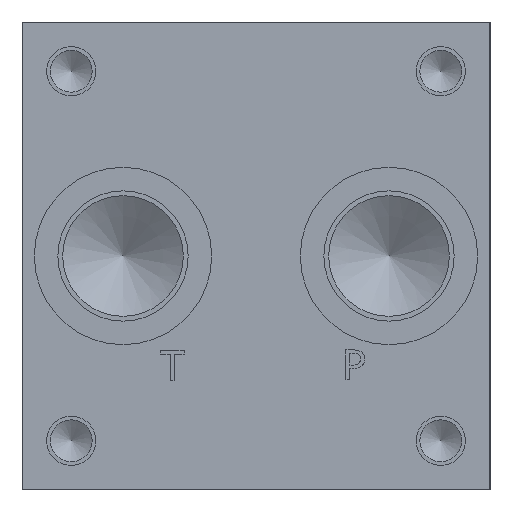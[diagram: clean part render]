
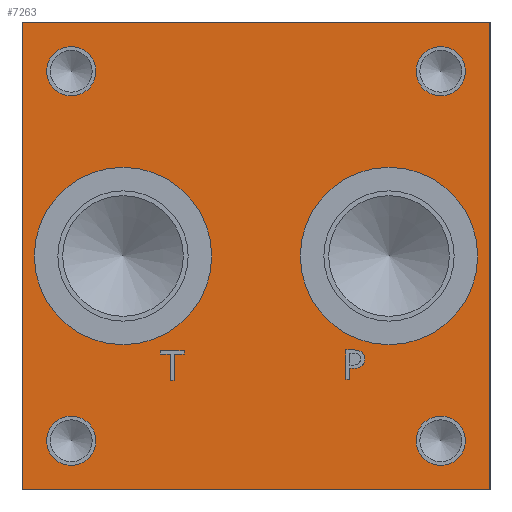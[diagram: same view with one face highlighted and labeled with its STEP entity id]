
A CAD part, left-side view. The second image highlights one B-rep face of the part: STEP entity #7263.
In plain terms, the highlighted planar face has unit normal (-1, 0, 0).
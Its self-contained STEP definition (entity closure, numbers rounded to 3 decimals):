
#285=LINE('',#10521,#911);
#480=LINE('',#11419,#1106);
#483=LINE('',#11425,#1109);
#486=LINE('',#11431,#1112);
#489=LINE('',#11437,#1115);
#492=LINE('',#11443,#1118);
#496=LINE('',#11486,#1122);
#500=LINE('',#11494,#1126);
#503=LINE('',#11500,#1129);
#506=LINE('',#11506,#1132);
#509=LINE('',#11512,#1135);
#512=LINE('',#11518,#1138);
#515=LINE('',#11524,#1141);
#518=LINE('',#11529,#1144);
#520=LINE('',#11535,#1146);
#521=LINE('',#11536,#1147);
#522=LINE('',#11537,#1148);
#911=VECTOR('',#8358,95.);
#1106=VECTOR('',#8707,1.507);
#1109=VECTOR('',#8712,6.);
#1112=VECTOR('',#8717,0.797);
#1115=VECTOR('',#8722,2.237);
#1118=VECTOR('',#8727,0.676);
#1122=VECTOR('',#8735,0.797);
#1126=VECTOR('',#8741,5.29);
#1129=VECTOR('',#8746,2.013);
#1132=VECTOR('',#8751,0.71);
#1135=VECTOR('',#8756,4.823);
#1138=VECTOR('',#8761,0.71);
#1141=VECTOR('',#8766,2.013);
#1144=VECTOR('',#8771,5.29);
#1146=VECTOR('',#8777,95.);
#1147=VECTOR('',#8778,95.);
#1148=VECTOR('',#8779,95.);
#1499=B_SPLINE_CURVE_WITH_KNOTS('',2,(#11386,#11387,#11388,#11389),
 .UNSPECIFIED.,.F.,.F.,(3,1,3),(0.,1.,2.),.UNSPECIFIED.);
#1501=B_SPLINE_CURVE_WITH_KNOTS('',2,(#11407,#11408,#11409,#11410),
 .UNSPECIFIED.,.F.,.F.,(3,1,3),(0.,1.,2.),.UNSPECIFIED.);
#1503=B_SPLINE_CURVE_WITH_KNOTS('',2,(#11456,#11457,#11458,#11459),
 .UNSPECIFIED.,.F.,.F.,(3,1,3),(0.,1.,2.),.UNSPECIFIED.);
#1505=B_SPLINE_CURVE_WITH_KNOTS('',2,(#11474,#11475,#11476,#11477),
 .UNSPECIFIED.,.F.,.F.,(3,1,3),(0.,1.,2.),.UNSPECIFIED.);
#1735=FACE_BOUND('',#2831,.T.);
#1736=FACE_BOUND('',#2832,.T.);
#1737=FACE_BOUND('',#2833,.T.);
#1738=FACE_BOUND('',#2834,.T.);
#1739=FACE_BOUND('',#2835,.T.);
#1740=FACE_BOUND('',#2836,.T.);
#1741=FACE_BOUND('',#2837,.T.);
#1742=FACE_BOUND('',#2838,.T.);
#1995=PLANE('',#7702);
#2328=FACE_OUTER_BOUND('',#2830,.T.);
#2830=EDGE_LOOP('',(#6076,#6077,#6078,#6079));
#2831=EDGE_LOOP('',(#6080));
#2832=EDGE_LOOP('',(#6081));
#2833=EDGE_LOOP('',(#6082));
#2834=EDGE_LOOP('',(#6083));
#2835=EDGE_LOOP('',(#6084));
#2836=EDGE_LOOP('',(#6085));
#2837=EDGE_LOOP('',(#6086,#6087,#6088,#6089,#6090,#6091,#6092,#6093));
#2838=EDGE_LOOP('',(#6094,#6095,#6096,#6097,#6098,#6099,#6100,#6101,#6102));
#3225=CIRCLE('',#7703,18.);
#3226=CIRCLE('',#7704,18.);
#3227=CIRCLE('',#7705,5.);
#3228=CIRCLE('',#7706,5.);
#3229=CIRCLE('',#7707,5.);
#3230=CIRCLE('',#7708,5.);
#3498=VERTEX_POINT('',#10519);
#3499=VERTEX_POINT('',#10520);
#3671=VERTEX_POINT('',#11384);
#3672=VERTEX_POINT('',#11385);
#3675=VERTEX_POINT('',#11406);
#3677=VERTEX_POINT('',#11418);
#3679=VERTEX_POINT('',#11424);
#3681=VERTEX_POINT('',#11430);
#3683=VERTEX_POINT('',#11436);
#3685=VERTEX_POINT('',#11442);
#3687=VERTEX_POINT('',#11455);
#3689=VERTEX_POINT('',#11484);
#3690=VERTEX_POINT('',#11485);
#3693=VERTEX_POINT('',#11493);
#3695=VERTEX_POINT('',#11499);
#3697=VERTEX_POINT('',#11505);
#3699=VERTEX_POINT('',#11511);
#3701=VERTEX_POINT('',#11517);
#3703=VERTEX_POINT('',#11523);
#3705=VERTEX_POINT('',#11533);
#3706=VERTEX_POINT('',#11534);
#3707=VERTEX_POINT('',#11538);
#3708=VERTEX_POINT('',#11540);
#3709=VERTEX_POINT('',#11542);
#3710=VERTEX_POINT('',#11544);
#3711=VERTEX_POINT('',#11546);
#3712=VERTEX_POINT('',#11548);
#4282=EDGE_CURVE('',#3498,#3499,#285,.T.);
#4535=EDGE_CURVE('',#3671,#3672,#1499,.T.);
#4539=EDGE_CURVE('',#3675,#3671,#1501,.T.);
#4542=EDGE_CURVE('',#3677,#3675,#480,.T.);
#4545=EDGE_CURVE('',#3679,#3677,#483,.T.);
#4548=EDGE_CURVE('',#3681,#3679,#486,.T.);
#4551=EDGE_CURVE('',#3683,#3681,#489,.T.);
#4554=EDGE_CURVE('',#3685,#3683,#492,.T.);
#4557=EDGE_CURVE('',#3687,#3685,#1503,.T.);
#4560=EDGE_CURVE('',#3672,#3687,#1505,.T.);
#4562=EDGE_CURVE('',#3689,#3690,#496,.T.);
#4566=EDGE_CURVE('',#3693,#3689,#500,.T.);
#4569=EDGE_CURVE('',#3695,#3693,#503,.T.);
#4572=EDGE_CURVE('',#3697,#3695,#506,.T.);
#4575=EDGE_CURVE('',#3699,#3697,#509,.T.);
#4578=EDGE_CURVE('',#3701,#3699,#512,.T.);
#4581=EDGE_CURVE('',#3703,#3701,#515,.T.);
#4584=EDGE_CURVE('',#3690,#3703,#518,.T.);
#4586=EDGE_CURVE('',#3705,#3706,#520,.T.);
#4587=EDGE_CURVE('',#3499,#3706,#521,.T.);
#4588=EDGE_CURVE('',#3705,#3498,#522,.T.);
#4589=EDGE_CURVE('',#3707,#3707,#3225,.T.);
#4590=EDGE_CURVE('',#3708,#3708,#3226,.T.);
#4591=EDGE_CURVE('',#3709,#3709,#3227,.T.);
#4592=EDGE_CURVE('',#3710,#3710,#3228,.T.);
#4593=EDGE_CURVE('',#3711,#3711,#3229,.T.);
#4594=EDGE_CURVE('',#3712,#3712,#3230,.T.);
#6076=ORIENTED_EDGE('',*,*,#4586,.T.);
#6077=ORIENTED_EDGE('',*,*,#4587,.F.);
#6078=ORIENTED_EDGE('',*,*,#4282,.F.);
#6079=ORIENTED_EDGE('',*,*,#4588,.F.);
#6080=ORIENTED_EDGE('',*,*,#4589,.T.);
#6081=ORIENTED_EDGE('',*,*,#4590,.T.);
#6082=ORIENTED_EDGE('',*,*,#4591,.T.);
#6083=ORIENTED_EDGE('',*,*,#4592,.T.);
#6084=ORIENTED_EDGE('',*,*,#4593,.T.);
#6085=ORIENTED_EDGE('',*,*,#4594,.T.);
#6086=ORIENTED_EDGE('',*,*,#4562,.T.);
#6087=ORIENTED_EDGE('',*,*,#4584,.T.);
#6088=ORIENTED_EDGE('',*,*,#4581,.T.);
#6089=ORIENTED_EDGE('',*,*,#4578,.T.);
#6090=ORIENTED_EDGE('',*,*,#4575,.T.);
#6091=ORIENTED_EDGE('',*,*,#4572,.T.);
#6092=ORIENTED_EDGE('',*,*,#4569,.T.);
#6093=ORIENTED_EDGE('',*,*,#4566,.T.);
#6094=ORIENTED_EDGE('',*,*,#4535,.T.);
#6095=ORIENTED_EDGE('',*,*,#4560,.T.);
#6096=ORIENTED_EDGE('',*,*,#4557,.T.);
#6097=ORIENTED_EDGE('',*,*,#4554,.T.);
#6098=ORIENTED_EDGE('',*,*,#4551,.T.);
#6099=ORIENTED_EDGE('',*,*,#4548,.T.);
#6100=ORIENTED_EDGE('',*,*,#4545,.T.);
#6101=ORIENTED_EDGE('',*,*,#4542,.T.);
#6102=ORIENTED_EDGE('',*,*,#4539,.T.);
#7263=ADVANCED_FACE('',(#2328,#1735,#1736,#1737,#1738,#1739,#1740,#1741,
#1742),#1995,.F.);
#7702=AXIS2_PLACEMENT_3D('',#11532,#8775,#8776);
#7703=AXIS2_PLACEMENT_3D('',#11539,#8780,#8781);
#7704=AXIS2_PLACEMENT_3D('',#11541,#8782,#8783);
#7705=AXIS2_PLACEMENT_3D('',#11543,#8784,#8785);
#7706=AXIS2_PLACEMENT_3D('',#11545,#8786,#8787);
#7707=AXIS2_PLACEMENT_3D('',#11547,#8788,#8789);
#7708=AXIS2_PLACEMENT_3D('',#11549,#8790,#8791);
#8358=DIRECTION('',(0.,0.,-1.));
#8707=DIRECTION('',(0.,-1.,0.));
#8712=DIRECTION('',(0.,0.,1.));
#8717=DIRECTION('',(0.,1.,0.));
#8722=DIRECTION('',(0.,0.,-1.));
#8727=DIRECTION('',(0.,1.,0.));
#8735=DIRECTION('',(0.,1.,0.));
#8741=DIRECTION('',(0.,0.,-1.));
#8746=DIRECTION('',(0.,1.,0.));
#8751=DIRECTION('',(0.,0.,-1.));
#8756=DIRECTION('',(0.,-1.,0.));
#8761=DIRECTION('',(0.,0.,1.));
#8766=DIRECTION('',(0.,1.,0.));
#8771=DIRECTION('',(0.,0.,1.));
#8775=DIRECTION('center_axis',(1.,0.,0.));
#8776=DIRECTION('ref_axis',(0.,0.,-1.));
#8777=DIRECTION('',(0.,0.,-1.));
#8778=DIRECTION('',(0.,1.,0.));
#8779=DIRECTION('',(0.,-1.,0.));
#8780=DIRECTION('center_axis',(1.,0.,0.));
#8781=DIRECTION('ref_axis',(0.,1.,0.));
#8782=DIRECTION('center_axis',(1.,0.,0.));
#8783=DIRECTION('ref_axis',(0.,1.,0.));
#8784=DIRECTION('center_axis',(1.,0.,0.));
#8785=DIRECTION('ref_axis',(0.,0.,1.));
#8786=DIRECTION('center_axis',(1.,0.,0.));
#8787=DIRECTION('ref_axis',(0.,0.,1.));
#8788=DIRECTION('center_axis',(1.,0.,0.));
#8789=DIRECTION('ref_axis',(0.,0.,1.));
#8790=DIRECTION('center_axis',(1.,0.,0.));
#8791=DIRECTION('ref_axis',(0.,0.,1.));
#10519=CARTESIAN_POINT('',(640.,0.,140.));
#10520=CARTESIAN_POINT('',(640.,0.,45.));
#10521=CARTESIAN_POINT('',(640.,0.,92.5));
#11384=CARTESIAN_POINT('',(640.,26.169,73.064));
#11385=CARTESIAN_POINT('',(640.,25.454,71.629));
#11386=CARTESIAN_POINT('Ctrl Pts',(640.,26.169,73.064));
#11387=CARTESIAN_POINT('Ctrl Pts',(640.,25.834,72.835));
#11388=CARTESIAN_POINT('Ctrl Pts',(640.,25.454,72.13));
#11389=CARTESIAN_POINT('Ctrl Pts',(640.,25.454,71.629));
#11406=CARTESIAN_POINT('',(640.,27.74,73.438));
#11407=CARTESIAN_POINT('Ctrl Pts',(640.,27.74,73.438));
#11408=CARTESIAN_POINT('Ctrl Pts',(640.,27.205,73.438));
#11409=CARTESIAN_POINT('Ctrl Pts',(640.,26.456,73.263));
#11410=CARTESIAN_POINT('Ctrl Pts',(640.,26.169,73.064));
#11418=CARTESIAN_POINT('',(640.,29.247,73.438));
#11419=CARTESIAN_POINT('',(640.,38.373,73.438));
#11424=CARTESIAN_POINT('',(640.,29.247,67.438));
#11425=CARTESIAN_POINT('',(640.,29.247,79.969));
#11430=CARTESIAN_POINT('',(640.,28.449,67.438));
#11431=CARTESIAN_POINT('',(640.,37.975,67.438));
#11436=CARTESIAN_POINT('',(640.,28.449,69.675));
#11437=CARTESIAN_POINT('',(640.,28.449,81.087));
#11442=CARTESIAN_POINT('',(640.,27.774,69.675));
#11443=CARTESIAN_POINT('',(640.,37.637,69.675));
#11455=CARTESIAN_POINT('',(640.,25.979,70.297));
#11456=CARTESIAN_POINT('Ctrl Pts',(640.,25.979,70.297));
#11457=CARTESIAN_POINT('Ctrl Pts',(640.,26.291,69.991));
#11458=CARTESIAN_POINT('Ctrl Pts',(640.,27.132,69.675));
#11459=CARTESIAN_POINT('Ctrl Pts',(640.,27.774,69.675));
#11474=CARTESIAN_POINT('Ctrl Pts',(640.,25.454,71.629));
#11475=CARTESIAN_POINT('Ctrl Pts',(640.,25.454,71.24));
#11476=CARTESIAN_POINT('Ctrl Pts',(640.,25.731,70.54));
#11477=CARTESIAN_POINT('Ctrl Pts',(640.,25.979,70.297));
#11484=CARTESIAN_POINT('',(640.,64.097,67.283));
#11485=CARTESIAN_POINT('',(640.,64.894,67.283));
#11486=CARTESIAN_POINT('',(640.,55.798,67.283));
#11493=CARTESIAN_POINT('',(640.,64.097,72.574));
#11494=CARTESIAN_POINT('',(640.,64.097,82.537));
#11499=CARTESIAN_POINT('',(640.,62.084,72.574));
#11500=CARTESIAN_POINT('',(640.,54.792,72.574));
#11505=CARTESIAN_POINT('',(640.,62.084,73.283));
#11506=CARTESIAN_POINT('',(640.,62.084,82.892));
#11511=CARTESIAN_POINT('',(640.,66.907,73.283));
#11512=CARTESIAN_POINT('',(640.,57.204,73.283));
#11517=CARTESIAN_POINT('',(640.,66.907,72.574));
#11518=CARTESIAN_POINT('',(640.,66.907,82.537));
#11523=CARTESIAN_POINT('',(640.,64.894,72.574));
#11524=CARTESIAN_POINT('',(640.,56.197,72.574));
#11529=CARTESIAN_POINT('',(640.,64.894,79.892));
#11532=CARTESIAN_POINT('Origin',(640.,47.5,92.5));
#11533=CARTESIAN_POINT('',(640.,95.,140.));
#11534=CARTESIAN_POINT('',(640.,95.,45.));
#11535=CARTESIAN_POINT('',(640.,95.,92.5));
#11536=CARTESIAN_POINT('',(640.,47.5,45.));
#11537=CARTESIAN_POINT('',(640.,47.5,140.));
#11538=CARTESIAN_POINT('',(640.,56.5,92.5));
#11539=CARTESIAN_POINT('Origin',(640.,74.5,92.5));
#11540=CARTESIAN_POINT('',(640.,2.5,92.5));
#11541=CARTESIAN_POINT('Origin',(640.,20.5,92.5));
#11542=CARTESIAN_POINT('',(640.,10.,60.));
#11543=CARTESIAN_POINT('Origin',(640.,10.,55.));
#11544=CARTESIAN_POINT('',(640.,10.,135.));
#11545=CARTESIAN_POINT('Origin',(640.,10.,130.));
#11546=CARTESIAN_POINT('',(640.,85.,60.));
#11547=CARTESIAN_POINT('Origin',(640.,85.,55.));
#11548=CARTESIAN_POINT('',(640.,85.,135.));
#11549=CARTESIAN_POINT('Origin',(640.,85.,130.));
